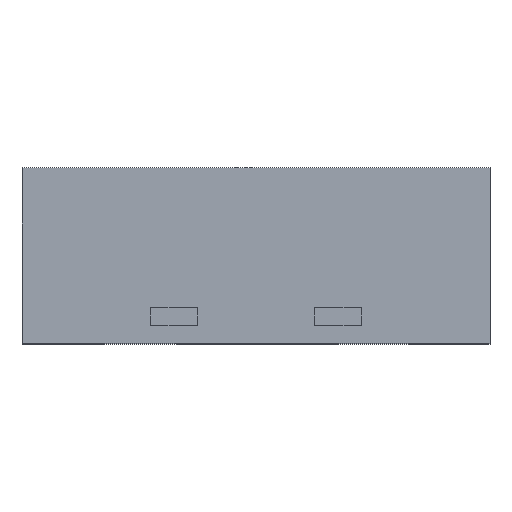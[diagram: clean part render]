
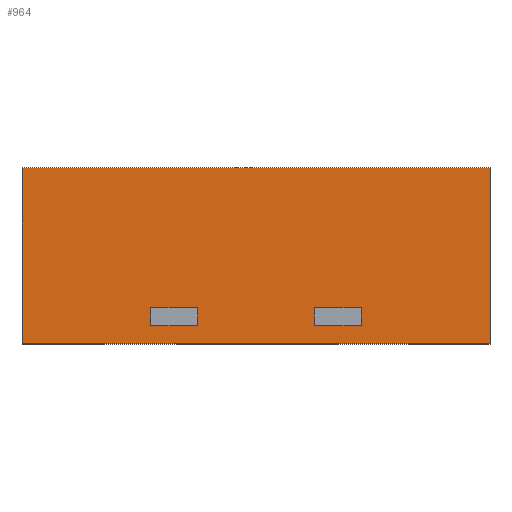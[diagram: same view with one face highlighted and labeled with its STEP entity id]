
A CAD part, top view. The second image highlights one B-rep face of the part: STEP entity #964.
In plain terms, the highlighted planar face has unit normal (0, 0, 1).
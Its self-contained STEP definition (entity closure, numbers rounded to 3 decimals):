
#58 = DIRECTION ( 'NONE',  ( 0., -1., 0. ) ) ;
#70 = CARTESIAN_POINT ( 'NONE',  ( 121.25, 3.312, -16.25 ) ) ;
#77 = DIRECTION ( 'NONE',  ( -1., 0., 0. ) ) ;
#91 = CARTESIAN_POINT ( 'NONE',  ( 122.7, 3.312, -16.25 ) ) ;
#131 = CARTESIAN_POINT ( 'NONE',  ( 121.25, 0.75, -16.25 ) ) ;
#157 = CARTESIAN_POINT ( 'NONE',  ( 122.5, 3.312, -16.25 ) ) ;
#161 = DIRECTION ( 'NONE',  ( 0., 1., 0. ) ) ;
#162 = CARTESIAN_POINT ( 'NONE',  ( 121.25, 0.077, -16.25 ) ) ;
#166 = DIRECTION ( 'NONE',  ( 1., 0., 0. ) ) ;
#168 = DIRECTION ( 'NONE',  ( 0., -1., 0. ) ) ;
#408 = EDGE_CURVE ( 'NONE', #1267, #1261, #1468, .T. ) ;
#417 = EDGE_CURVE ( 'NONE', #1261, #1266, #1486, .T. ) ;
#425 = EDGE_CURVE ( 'NONE', #3892, #3871, #1504, .T. ) ;
#428 = EDGE_CURVE ( 'NONE', #3875, #3892, #1510, .T. ) ;
#430 = EDGE_CURVE ( 'NONE', #3876, #3875, #1512, .T. ) ;
#540 = EDGE_LOOP ( 'NONE', ( #4076, #4091, #4103, #4086 ) ) ;
#545 = EDGE_LOOP ( 'NONE', ( #596, #4082, #4113, #4096 ) ) ;
#549 = EDGE_LOOP ( 'NONE', ( #4129, #4099, #4117, #4122 ) ) ;
#596 = ORIENTED_EDGE ( 'NONE', *, *, #1049, .F. ) ;
#859 = EDGE_CURVE ( 'NONE', #3871, #3876, #1580, .T. ) ;
#964 = ADVANCED_FACE ( 'NONE', ( #1744, #1748, #1745 ), #2330, .T. ) ;
#1045 = EDGE_CURVE ( 'NONE', #4151, #3880, #2746, .T. ) ;
#1049 = EDGE_CURVE ( 'NONE', #3874, #4151, #2754, .T. ) ;
#1050 = EDGE_CURVE ( 'NONE', #3880, #3868, #2748, .T. ) ;
#1052 = EDGE_CURVE ( 'NONE', #3868, #3874, #2760, .T. ) ;
#1261 = VERTEX_POINT ( 'NONE', #3575 ) ;
#1266 = VERTEX_POINT ( 'NONE', #3580 ) ;
#1267 = VERTEX_POINT ( 'NONE', #3581 ) ;
#1268 = VERTEX_POINT ( 'NONE', #3582 ) ;
#1468 = LINE ( 'NONE', #131, #1476 ) ;
#1476 = VECTOR ( 'NONE', #77, 1000. ) ;
#1486 = LINE ( 'NONE', #70, #1493 ) ;
#1493 = VECTOR ( 'NONE', #58, 1000. ) ;
#1504 = LINE ( 'NONE', #91, #1509 ) ;
#1509 = VECTOR ( 'NONE', #161, 1000. ) ;
#1510 = LINE ( 'NONE', #162, #1515 ) ;
#1512 = LINE ( 'NONE', #157, #1519 ) ;
#1515 = VECTOR ( 'NONE', #166, 1000. ) ;
#1519 = VECTOR ( 'NONE', #168, 1000. ) ;
#1580 = LINE ( 'NONE', #4036, #1593 ) ;
#1593 = VECTOR ( 'NONE', #3979, 1000. ) ;
#1744 = FACE_BOUND ( 'NONE', #545, .T. ) ;
#1745 = FACE_OUTER_BOUND ( 'NONE', #540, .T. ) ;
#1748 = FACE_BOUND ( 'NONE', #549, .T. ) ;
#1942 = AXIS2_PLACEMENT_3D ( 'NONE', #2336, #2337, #2338 ) ;
#2330 = PLANE ( 'NONE',  #1942 ) ;
#2336 = CARTESIAN_POINT ( 'NONE',  ( 121.25, 3.312, -16.25 ) ) ;
#2337 = DIRECTION ( 'NONE',  ( 0., 0., 1. ) ) ;
#2338 = DIRECTION ( 'NONE',  ( 0., -1., 0. ) ) ;
#2746 = LINE ( 'NONE', #3236, #2749 ) ;
#2748 = LINE ( 'NONE', #3229, #2759 ) ;
#2749 = VECTOR ( 'NONE', #3238, 1000. ) ;
#2754 = LINE ( 'NONE', #3244, #2757 ) ;
#2757 = VECTOR ( 'NONE', #3246, 1000. ) ;
#2759 = VECTOR ( 'NONE', #3247, 1000. ) ;
#2760 = LINE ( 'NONE', #3250, #2763 ) ;
#2763 = VECTOR ( 'NONE', #3251, 1000. ) ;
#3094 = LINE ( 'NONE', #3759, #3096 ) ;
#3096 = VECTOR ( 'NONE', #3760, 1000. ) ;
#3097 = LINE ( 'NONE', #3763, #3099 ) ;
#3099 = VECTOR ( 'NONE', #3765, 1000. ) ;
#3229 = CARTESIAN_POINT ( 'NONE',  ( 121.8, 3.312, -16.25 ) ) ;
#3236 = CARTESIAN_POINT ( 'NONE',  ( 121.25, 0.152, -16.25 ) ) ;
#3238 = DIRECTION ( 'NONE',  ( -1., 0., 0. ) ) ;
#3244 = CARTESIAN_POINT ( 'NONE',  ( 122., 3.312, -16.25 ) ) ;
#3246 = DIRECTION ( 'NONE',  ( 0., 1., 0. ) ) ;
#3247 = DIRECTION ( 'NONE',  ( 0., -1., 0. ) ) ;
#3250 = CARTESIAN_POINT ( 'NONE',  ( 121.25, 0.077, -16.25 ) ) ;
#3251 = DIRECTION ( 'NONE',  ( 1., 0., 0. ) ) ;
#3575 = CARTESIAN_POINT ( 'NONE',  ( 121.25, 0.75, -16.25 ) ) ;
#3580 = CARTESIAN_POINT ( 'NONE',  ( 121.25, 0., -16.25 ) ) ;
#3581 = CARTESIAN_POINT ( 'NONE',  ( 123.25, 0.75, -16.25 ) ) ;
#3582 = CARTESIAN_POINT ( 'NONE',  ( 123.25, 0., -16.25 ) ) ;
#3710 = CARTESIAN_POINT ( 'NONE',  ( 122.5, 0.077, -16.25 ) ) ;
#3723 = CARTESIAN_POINT ( 'NONE',  ( 121.8, 0.077, -16.25 ) ) ;
#3727 = CARTESIAN_POINT ( 'NONE',  ( 122.7, 0.152, -16.25 ) ) ;
#3729 = CARTESIAN_POINT ( 'NONE',  ( 122., 0.077, -16.25 ) ) ;
#3730 = CARTESIAN_POINT ( 'NONE',  ( 122.5, 0.152, -16.25 ) ) ;
#3733 = CARTESIAN_POINT ( 'NONE',  ( 121.8, 0.152, -16.25 ) ) ;
#3744 = CARTESIAN_POINT ( 'NONE',  ( 122.7, 0.077, -16.25 ) ) ;
#3759 = CARTESIAN_POINT ( 'NONE',  ( 123.25, 3.312, -16.25 ) ) ;
#3760 = DIRECTION ( 'NONE',  ( 0., -1., 0. ) ) ;
#3763 = CARTESIAN_POINT ( 'NONE',  ( 121.25, 0., -16.25 ) ) ;
#3765 = DIRECTION ( 'NONE',  ( -1., 0., 0. ) ) ;
#3786 = CARTESIAN_POINT ( 'NONE',  ( 122., 0.152, -16.25 ) ) ;
#3868 = VERTEX_POINT ( 'NONE', #3723 ) ;
#3871 = VERTEX_POINT ( 'NONE', #3727 ) ;
#3874 = VERTEX_POINT ( 'NONE', #3729 ) ;
#3875 = VERTEX_POINT ( 'NONE', #3710 ) ;
#3876 = VERTEX_POINT ( 'NONE', #3730 ) ;
#3880 = VERTEX_POINT ( 'NONE', #3733 ) ;
#3892 = VERTEX_POINT ( 'NONE', #3744 ) ;
#3979 = DIRECTION ( 'NONE',  ( -1., 0., 0. ) ) ;
#4036 = CARTESIAN_POINT ( 'NONE',  ( 121.25, 0.152, -16.25 ) ) ;
#4070 = EDGE_CURVE ( 'NONE', #1267, #1268, #3094, .T. ) ;
#4072 = EDGE_CURVE ( 'NONE', #1268, #1266, #3097, .T. ) ;
#4076 = ORIENTED_EDGE ( 'NONE', *, *, #4070, .F. ) ;
#4082 = ORIENTED_EDGE ( 'NONE', *, *, #1052, .F. ) ;
#4086 = ORIENTED_EDGE ( 'NONE', *, *, #4072, .F. ) ;
#4091 = ORIENTED_EDGE ( 'NONE', *, *, #408, .T. ) ;
#4096 = ORIENTED_EDGE ( 'NONE', *, *, #1045, .F. ) ;
#4099 = ORIENTED_EDGE ( 'NONE', *, *, #859, .F. ) ;
#4103 = ORIENTED_EDGE ( 'NONE', *, *, #417, .T. ) ;
#4113 = ORIENTED_EDGE ( 'NONE', *, *, #1050, .F. ) ;
#4117 = ORIENTED_EDGE ( 'NONE', *, *, #425, .F. ) ;
#4122 = ORIENTED_EDGE ( 'NONE', *, *, #428, .F. ) ;
#4129 = ORIENTED_EDGE ( 'NONE', *, *, #430, .F. ) ;
#4151 = VERTEX_POINT ( 'NONE', #3786 ) ;
